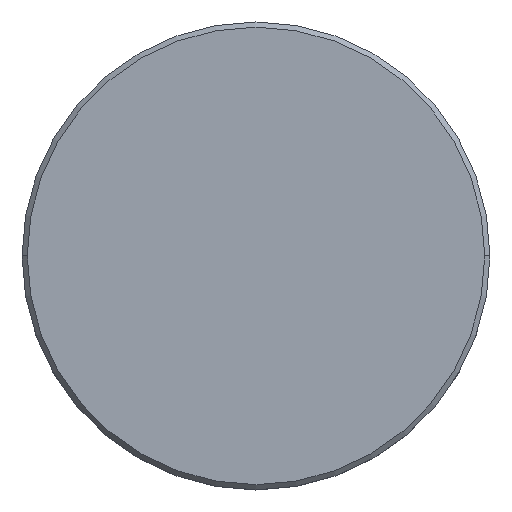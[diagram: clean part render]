
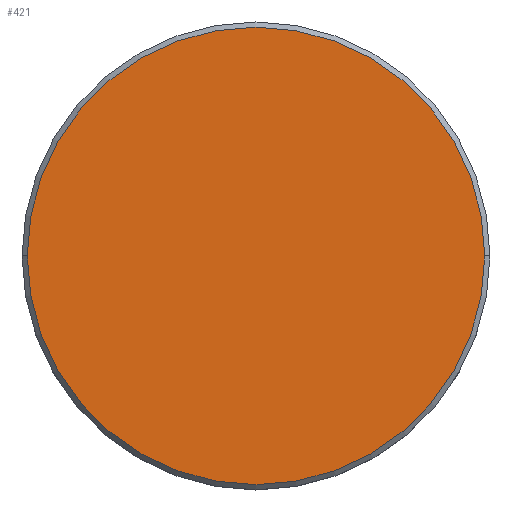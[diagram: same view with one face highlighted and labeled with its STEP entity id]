
A CAD part, top view. The second image highlights one B-rep face of the part: STEP entity #421.
In plain terms, the highlighted planar face has unit normal (0, 0, 1).
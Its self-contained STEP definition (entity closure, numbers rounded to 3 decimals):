
#25 = ORIENTED_EDGE ( 'NONE', *, *, #604, .T. ) ;
#35 = AXIS2_PLACEMENT_3D ( 'NONE', #616, #143, #436 ) ;
#100 = FACE_OUTER_BOUND ( 'NONE', #498, .T. ) ;
#143 = DIRECTION ( 'NONE',  ( 0., 0., 1. ) ) ;
#178 = CARTESIAN_POINT ( 'NONE',  ( -22., 0., 0. ) ) ;
#196 = CARTESIAN_POINT ( 'NONE',  ( 0., 0., 0. ) ) ;
#264 = VERTEX_POINT ( 'NONE', #835 ) ;
#341 = VERTEX_POINT ( 'NONE', #178 ) ;
#372 = CARTESIAN_POINT ( 'NONE',  ( 0., 0., 0. ) ) ;
#421 = ADVANCED_FACE ( 'NONE', ( #100 ), #850, .T. ) ;
#436 = DIRECTION ( 'NONE',  ( 1., 0., 0. ) ) ;
#498 = EDGE_LOOP ( 'NONE', ( #554, #25 ) ) ;
#554 = ORIENTED_EDGE ( 'NONE', *, *, #573, .T. ) ;
#573 = EDGE_CURVE ( 'NONE', #341, #264, #1097, .T. ) ;
#604 = EDGE_CURVE ( 'NONE', #264, #341, #1081, .T. ) ;
#616 = CARTESIAN_POINT ( 'NONE',  ( 0., 0., 0. ) ) ;
#694 = DIRECTION ( 'NONE',  ( 0., 0., 1. ) ) ;
#786 = AXIS2_PLACEMENT_3D ( 'NONE', #372, #694, #1039 ) ;
#835 = CARTESIAN_POINT ( 'NONE',  ( 22., 0., 0. ) ) ;
#845 = DIRECTION ( 'NONE',  ( 1., 0., 0. ) ) ;
#850 = PLANE ( 'NONE',  #786 ) ;
#878 = AXIS2_PLACEMENT_3D ( 'NONE', #196, #917, #845 ) ;
#917 = DIRECTION ( 'NONE',  ( 0., 0., 1. ) ) ;
#1039 = DIRECTION ( 'NONE',  ( 1., 0., 0. ) ) ;
#1081 = CIRCLE ( 'NONE', #35, 22. ) ;
#1097 = CIRCLE ( 'NONE', #878, 22. ) ;
